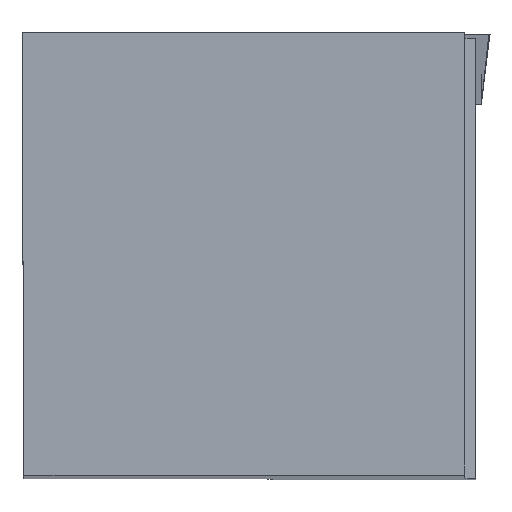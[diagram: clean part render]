
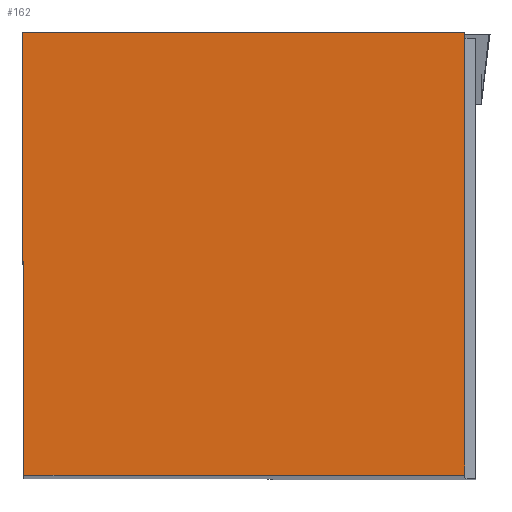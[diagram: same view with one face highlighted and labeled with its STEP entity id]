
A CAD part, top view. The second image highlights one B-rep face of the part: STEP entity #162.
In plain terms, the highlighted planar face has unit normal (0, 0, 1).
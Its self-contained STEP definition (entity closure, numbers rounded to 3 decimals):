
#128=FACE_OUTER_BOUND('',#375,.T.);
#162=ADVANCED_FACE('BLANK_BOXF006',(#128),#189,.F.);
#189=PLANE('',#824);
#209=LINE('',#1120,#270);
#214=LINE('',#1131,#275);
#224=LINE('',#1151,#285);
#246=LINE('',#1239,#307);
#270=VECTOR('',#911,1.);
#275=VECTOR('',#918,1.);
#285=VECTOR('',#932,1.);
#307=VECTOR('',#982,1.);
#375=EDGE_LOOP('',(#512,#513,#514,#515));
#512=ORIENTED_EDGE('',*,*,#650,.T.);
#513=ORIENTED_EDGE('',*,*,#635,.T.);
#514=ORIENTED_EDGE('',*,*,#640,.T.);
#515=ORIENTED_EDGE('',*,*,#678,.T.);
#571=VERTEX_POINT('',#1119);
#572=VERTEX_POINT('',#1121);
#576=VERTEX_POINT('',#1130);
#585=VERTEX_POINT('',#1152);
#635=EDGE_CURVE('',#572,#571,#209,.T.);
#640=EDGE_CURVE('',#571,#576,#214,.T.);
#650=EDGE_CURVE('',#585,#572,#224,.T.);
#678=EDGE_CURVE('',#576,#585,#246,.T.);
#824=AXIS2_PLACEMENT_3D('',#1258,#1001,#1002);
#911=DIRECTION('',(-1.,0.,0.));
#918=DIRECTION('',(0.004,-1.,0.));
#932=DIRECTION('',(0.,1.,0.));
#982=DIRECTION('',(1.,0.,0.));
#1001=DIRECTION('',(0.,0.,-1.));
#1002=DIRECTION('',(1.,0.,0.));
#1119=CARTESIAN_POINT('',(0.,19.875,0.));
#1120=CARTESIAN_POINT('',(137.35,19.875,0.));
#1121=CARTESIAN_POINT('',(19.875,19.875,0.));
#1130=CARTESIAN_POINT('',(0.087,0.,0.));
#1131=CARTESIAN_POINT('',(-0.513,137.349,0.));
#1151=CARTESIAN_POINT('',(19.875,-137.35,0.));
#1152=CARTESIAN_POINT('',(19.875,0.,0.));
#1239=CARTESIAN_POINT('',(-137.35,0.,0.));
#1258=CARTESIAN_POINT('',(32.,-5.,0.));
